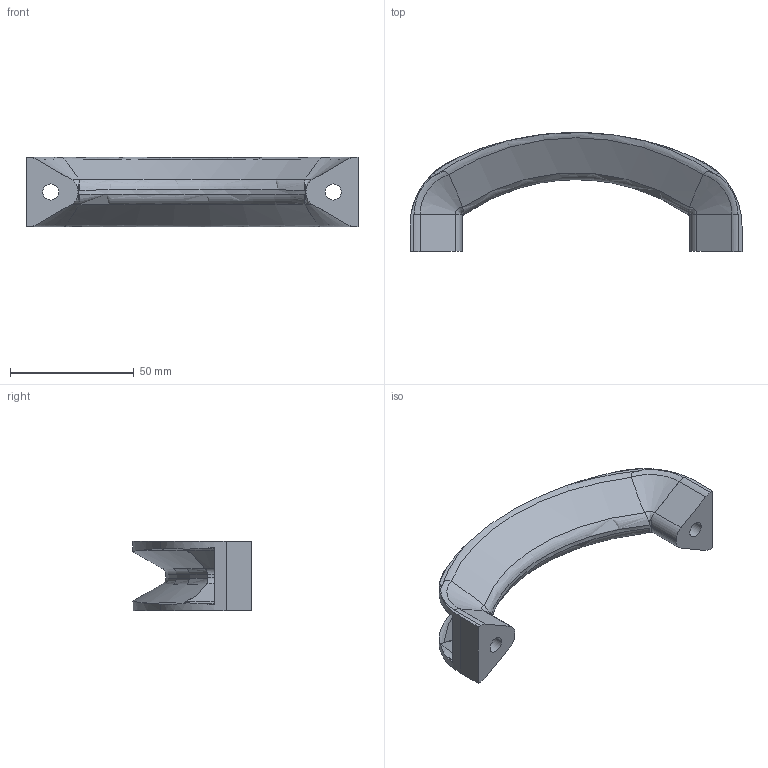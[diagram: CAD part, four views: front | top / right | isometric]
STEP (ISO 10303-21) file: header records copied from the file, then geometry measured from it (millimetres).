
FILE_DESCRIPTION( ( '' ), '1' );
FILE_NAME( 'K0194.11406.stp', '2012-10-16T14:09:41', ( '' ), ( '' ), ' ', ' ', ' ' );
FILE_SCHEMA( ( 'CONFIG_CONTROL_DESIGN' ) );
Length unit declared in the file: millimetre
Products named in the file (1): 1
Bounding box: 134 x 48 x 28 mm (x, y, z)
Volume: 31154.6 mm3; surface area: 16970.2 mm2
Topology: 1 solids, 1 shells, 113 faces, 335 edges, 214 vertices
Faces by surface type: plane 37, torus 34, cylinder 30, cone 12
Entity records: 4318 total; most frequent: CARTESIAN_POINT 1316, ORIENTED_EDGE 654, DIRECTION 614, EDGE_CURVE 327, AXIS2_PLACEMENT_3D 256, VERTEX_POINT 214, CIRCLE 142, EDGE_LOOP 119
